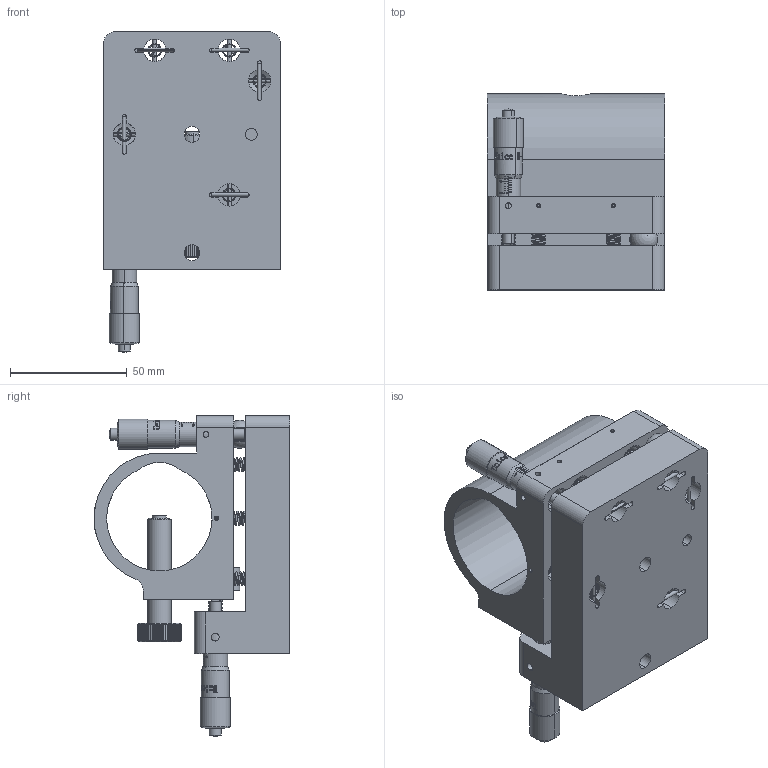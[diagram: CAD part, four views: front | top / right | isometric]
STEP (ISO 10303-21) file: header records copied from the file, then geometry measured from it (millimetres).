
FILE_DESCRIPTION (( 'STEP AP203' ), '1' );
FILE_NAME ('04LMP-4A.STEP', '2016-03-03T08:52:57', ( '' ), ( '' ), 'SwSTEP 2.0', 'SolidWorks 2016', '' );
FILE_SCHEMA (( 'CONFIG_CONTROL_DESIGN' ));
Products named in the file (1): 04LMP-4A
Bounding box: 76 x 84 x 137.5 mm (x, y, z)
Volume: 315775.6 mm3; surface area: 86455.1 mm2
Topology: 31 solids, 31 shells, 1390 faces, 3581 edges, 2348 vertices
Faces by surface type: plane 589, cylinder 412, bspline 296, cone 53, torus 32, sphere 8
Entity records: 90483 total; most frequent: CARTESIAN_POINT 58880, ORIENTED_EDGE 7128, DIRECTION 5512, EDGE_CURVE 3564, VERTEX_POINT 2341, AXIS2_PLACEMENT_3D 1995, EDGE_LOOP 1557, VECTOR 1522
